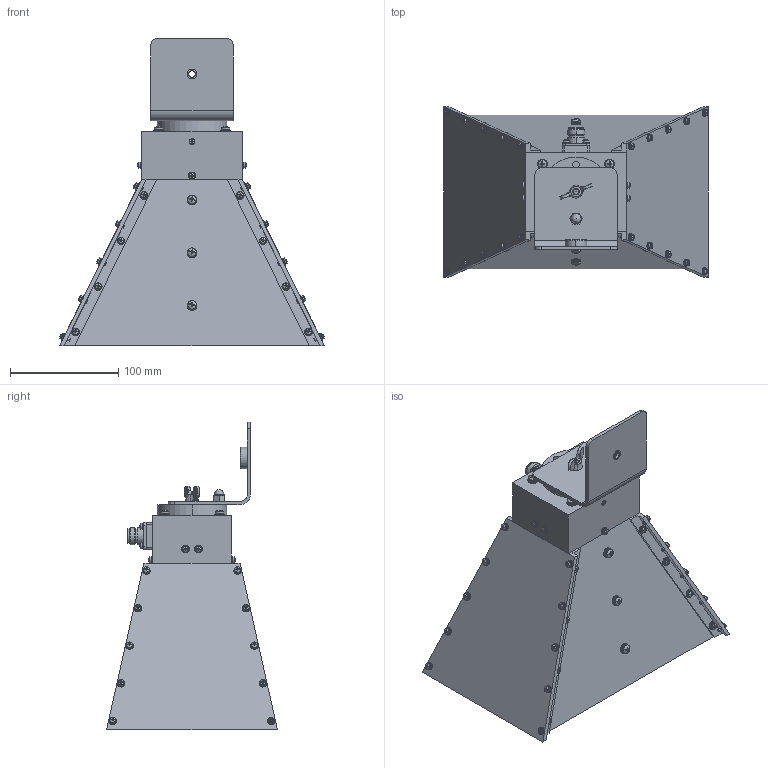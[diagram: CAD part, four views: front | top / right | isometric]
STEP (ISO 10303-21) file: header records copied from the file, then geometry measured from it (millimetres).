
FILE_DESCRIPTION (( 'STEP AP203' ), '1' );
FILE_NAME ('AV-C10-DR-H1.STEP', '2022-02-17T18:37:33', ( '' ), ( '' ), 'SwSTEP 2.0', 'SolidWorks 2021', '' );
FILE_SCHEMA (( 'CONFIG_CONTROL_DESIGN' ));
Products named in the file (1): AV-C10-DR-H1
Bounding box: 244.5 x 158 x 284.16 mm (x, y, z)
Volume: 3338448.4 mm3; surface area: 208141.4 mm2
Topology: 155 solids, 155 shells, 2645 faces, 6578 edges, 4364 vertices
Faces by surface type: plane 1310, cylinder 1180, bspline 121, cone 34
Entity records: 82130 total; most frequent: CARTESIAN_POINT 20173, ORIENTED_EDGE 13144, DIRECTION 12832, EDGE_CURVE 6572, AXIS2_PLACEMENT_3D 5171, VERTEX_POINT 4364, EDGE_LOOP 2926, CIRCLE 2646
